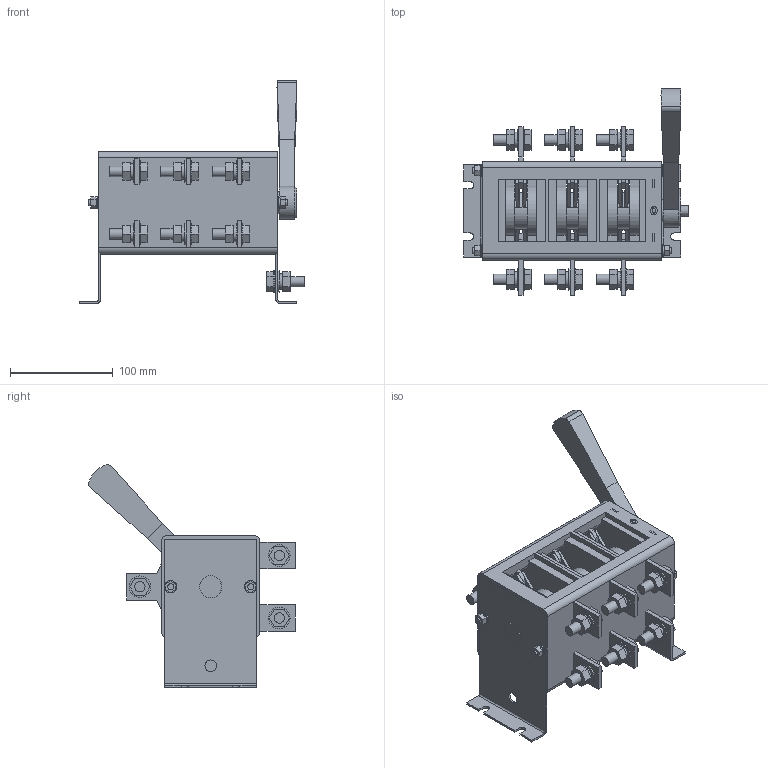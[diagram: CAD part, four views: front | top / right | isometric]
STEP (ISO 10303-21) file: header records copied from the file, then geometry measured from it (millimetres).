
FILE_DESCRIPTION (( 'STEP AP214' ), '1' );
FILE_NAME ('SRK01-200-400 Âûêëþ÷àòåëü-ðàçúåäèíèòåëü ÂÐ32È-37À70220 400À IEK.STEP', '2018-05-17T12:38:54', ( '' ), ( '' ), 'SwSTEP 2.0', 'SolidWorks 2014', '' );
FILE_SCHEMA (( 'AUTOMOTIVE_DESIGN' ));
Length unit declared in the file: millimetre
Products named in the file (1): SRK01-200-400 Âûêëþ÷àòåëü-ðàçúåäèíèòåëü ÂÐ32È-37À70220  400À IEK
Bounding box: 218.85 x 201.44 x 216.94 mm (x, y, z)
Volume: 1295773 mm3; surface area: 283036.7 mm2
Topology: 22 solids, 22 shells, 1016 faces, 2672 edges, 1766 vertices
Faces by surface type: plane 758, cylinder 251, bspline 5, cone 1, torus 1
Full cylindrical faces by diameter (mm): 6 x8, 6.1 x4, 10 x20, 10.4 x21, 11.2 x11, 11.364 x1, 12 x4, 12.5 x1, 18 x1, 21 x21, 21.3 x2, 21.8 x2, 22.3 x1
Entity records: 30770 total; most frequent: CARTESIAN_POINT 5548, ORIENTED_EDGE 5062, DIRECTION 5036, EDGE_CURVE 2531, VECTOR 1924, LINE 1924, VERTEX_POINT 1726, AXIS2_PLACEMENT_3D 1556
